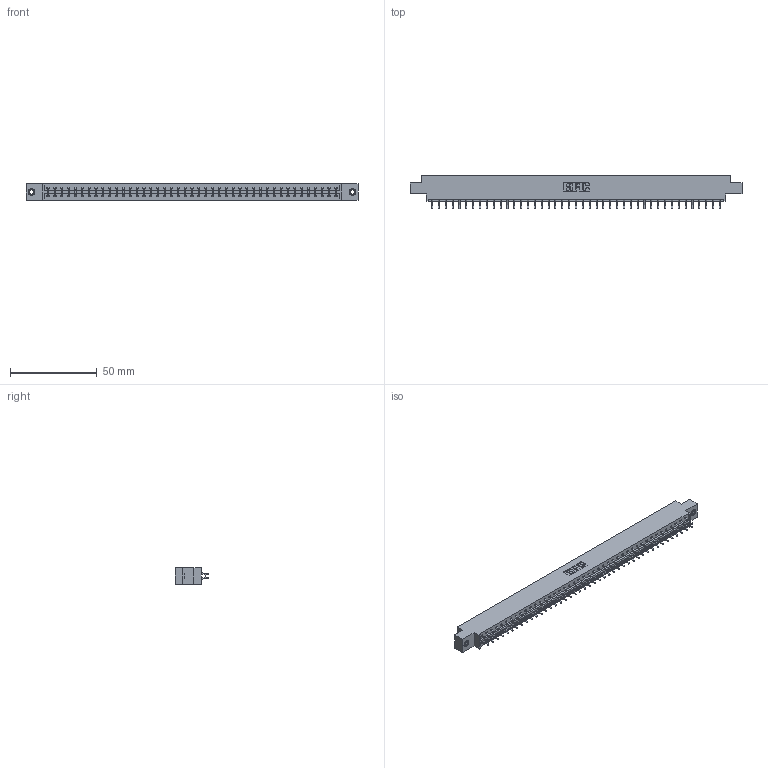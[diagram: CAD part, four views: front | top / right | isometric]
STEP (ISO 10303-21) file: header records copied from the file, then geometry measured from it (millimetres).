
FILE_DESCRIPTION (( 'STEP AP203' ), '1' );
FILE_NAME ('333-086-556-807.STEP', '2018-08-05T06:48:24', ( '' ), ( '' ), 'SwSTEP 2.0', 'SolidWorks 2016', '' );
FILE_SCHEMA (( 'CONFIG_CONTROL_DESIGN' ));
Length unit declared in the file: inch
Products named in the file (4): 333 Part_Offset - .156 Dia - TI; 345-292-001_556 Tail; 345-250-001_345-250-005-103; 333-086-556-807
Assembly tree (89 placements, depth 2):
  333-086-556-807
    333 Part_Offset - .156 Dia - TI
    345-292-001_556 Tail  x86
    345-250-001_345-250-005-103  x2
Bounding box: 191.92 x 19.57 x 9.4 mm (x, y, z)
Volume: 19358.8 mm3; surface area: 23067.8 mm2
Topology: 89 solids, 89 shells, 5166 faces, 15337 edges, 10102 vertices
Faces by surface type: plane 3546, cylinder 1604, cone 12, torus 4
Entity records: 29072 total; most frequent: CARTESIAN_POINT 4817, ORIENTED_EDGE 4734, DIRECTION 4133, EDGE_CURVE 2367, LINE 2211, VECTOR 2211, VERTEX_POINT 1572, AXIS2_PLACEMENT_3D 961
